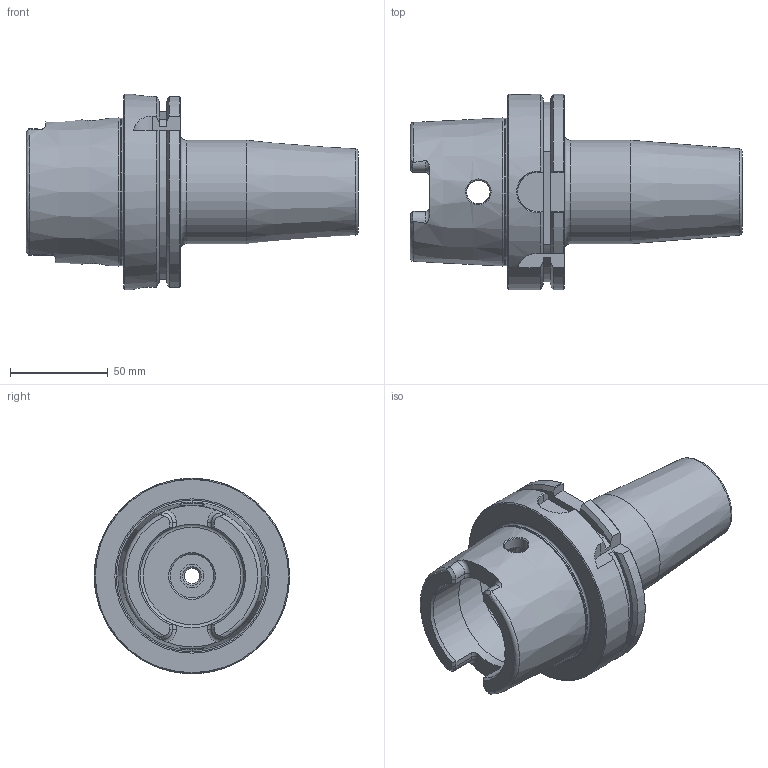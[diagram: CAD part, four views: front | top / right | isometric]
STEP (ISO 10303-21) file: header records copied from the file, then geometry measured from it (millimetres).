
FILE_DESCRIPTION((''),'2;1');
FILE_NAME('INT''H100A-12SF472-9.stp','2013-06-05T11:10:49',('blaste'),(''),'Autodesk Inventor 2012','Autodesk Inventor 2012','');
FILE_SCHEMA(('AUTOMOTIVE_DESIGN { 1 0 10303 214 1 1 1 1 }'));
Length unit declared in the file: inch
Products named in the file (3): H100A-12SF472-9; H100A-12SF472-9-1; BS-SFM161-20
Assembly tree (2 placements, depth 2):
  H100A-12SF472-9
    H100A-12SF472-9-1
    BS-SFM161-20
Bounding box: 169.89 x 100 x 100 mm (x, y, z)
Volume: 382709.4 mm3; surface area: 72475.8 mm2
Topology: 2 solids, 2 shells, 149 faces, 375 edges, 234 vertices
Faces by surface type: plane 54, cylinder 38, cone 32, torus 14, bspline 11
Full cylindrical faces by diameter (mm): 8 x1, 10 x1, 11.989 x1, 12 x2, 14.917 x1, 22.377 x1, 25.016 x1, 31.697 x1, 32.459 x1, 53 x3, 63 x1, 75.364 x1, 100 x1
Entity records: 5159 total; most frequent: CARTESIAN_POINT 1784, ORIENTED_EDGE 650, DIRECTION 623, EDGE_CURVE 325, AXIS2_PLACEMENT_3D 259, VERTEX_POINT 222, EDGE_LOOP 199, FACE_OUTER_BOUND 149
